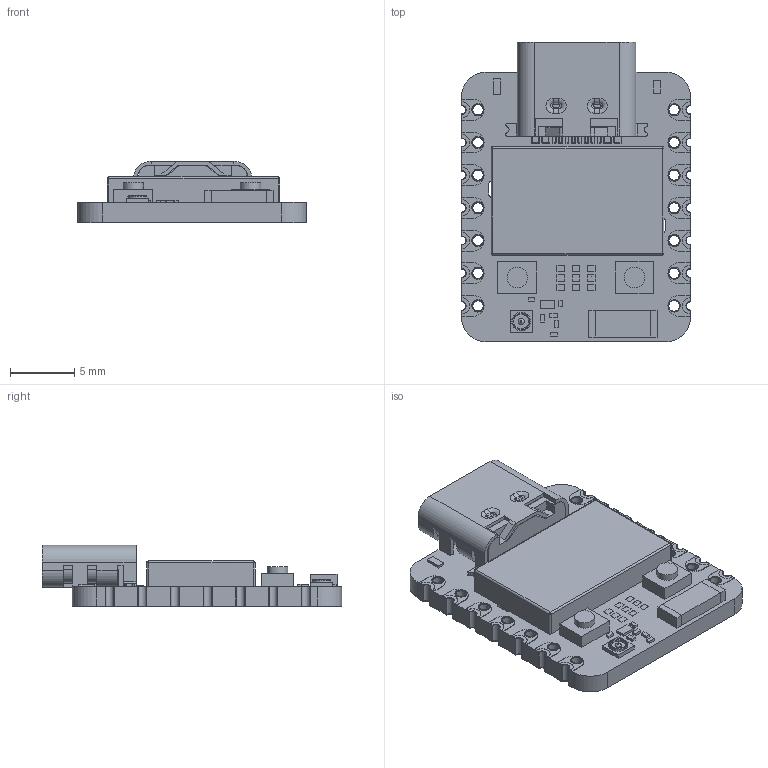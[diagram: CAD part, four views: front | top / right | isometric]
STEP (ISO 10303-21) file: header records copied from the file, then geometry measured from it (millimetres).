
FILE_DESCRIPTION(/* description */ ('STEP AP242','CAx-IF Rec.Pracs.---Representation and Presentation of Product Manufacturing Information (PMI)---4.0---2014-10-13','CAx-IF Rec.Pracs.---3D Tessellated Geometry---0.4---2014-09-14','2;1'),/* implementation_level */ '2;1');
FILE_NAME(/* name */ '689b0f9190df89384bca7475',/* time_stamp */ '2025-08-12T09:55:32Z',/* author */ (''),/* organization */ (''),/* preprocessor_version */ 'ST-DEVELOPER v20',/* originating_system */ 'ONSHAPE BY PTC INC, 1.202',/* authorisation */ ' ');
FILE_SCHEMA (('AP242_MANAGED_MODEL_BASED_3D_ENGINEERING_MIM_LF { 1 0 10303 442 1 1 4 }'));
Length unit declared in the file: metre
Products named in the file (196): USB_type_C_smd_12ps v1; Component18; Seeed Studio XIAO nRF54L15 v2; XIAO nRF54l15_pad; shield; Component16; Component11; XIAO nRF54l15_PCB; Component22; Component23; Component25; Component26; Component27; Component21; Component17; Component13; Component14; Component15; Component19; Component20
Bounding box: 17.79 x 23.28 x 4.76 mm (x, y, z)
Volume: 744.4 mm3; surface area: 2632.4 mm2
Topology: 196 solids, 196 shells, 1625 faces, 3537 edges, 2289 vertices
Faces by surface type: plane 1053, cylinder 506, torus 37, sphere 24, bspline 4, cone 1
Full cylindrical faces by diameter (mm): 0.021 x1, 0.102 x1, 0.455 x1, 0.65 x4, 0.8 x65, 0.839 x5, 0.85 x26, 0.889 x2, 0.95 x28, 1.143 x8, 1.166 x1, 1.454 x1, 1.596 x1, 1.6 x8, 1.615 x1
Entity records: 52696 total; most frequent: DIRECTION 7998, CARTESIAN_POINT 7594, ORIENTED_EDGE 6692, EDGE_CURVE 3346, AXIS2_PLACEMENT_3D 2850, LINE 2298, VECTOR 2298, VERTEX_POINT 2286
